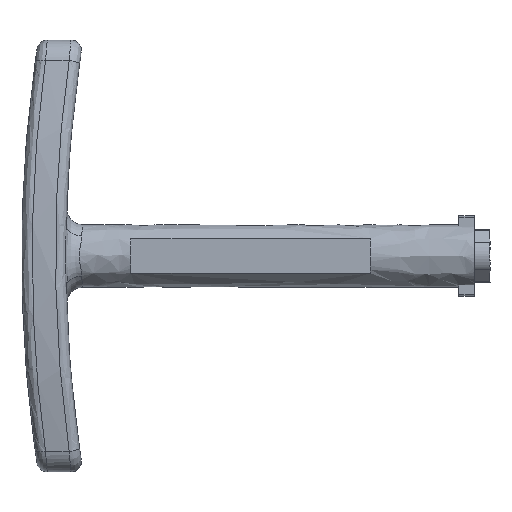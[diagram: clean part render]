
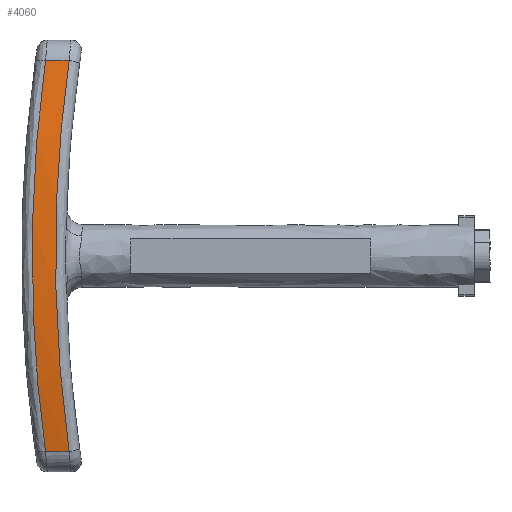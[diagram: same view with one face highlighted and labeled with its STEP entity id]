
A CAD part, front view. The second image highlights one B-rep face of the part: STEP entity #4060.
In plain terms, the highlighted free-form (B-spline) face has degree [1, 2] with [2, 3] control points.
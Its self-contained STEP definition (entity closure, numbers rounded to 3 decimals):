
#2222=CARTESIAN_POINT('',(9.132,-4.881,-37.583));
#2223=VERTEX_POINT('',#2222);
#2453=CARTESIAN_POINT('',(9.132,-4.881,37.583));
#2454=VERTEX_POINT('',#2453);
#2697=CARTESIAN_POINT('',(9.132,-4.881,-37.583));
#2698=CARTESIAN_POINT('',(8.698,-5.566,-34.498));
#2699=CARTESIAN_POINT('',(8.316,-6.166,-31.396));
#2700=CARTESIAN_POINT('',(7.658,-7.196,-25.157));
#2701=CARTESIAN_POINT('',(7.382,-7.626,-22.021));
#2702=CARTESIAN_POINT('',(7.05,-8.144,-17.291));
#2703=CARTESIAN_POINT('',(6.953,-8.295,-15.71));
#2704=CARTESIAN_POINT('',(6.829,-8.489,-13.332));
#2705=CARTESIAN_POINT('',(6.79,-8.548,-12.538));
#2706=CARTESIAN_POINT('',(6.721,-8.656,-10.948));
#2707=CARTESIAN_POINT('',(6.69,-8.705,-10.153));
#2708=CARTESIAN_POINT('',(6.552,-8.919,-6.185));
#2709=CARTESIAN_POINT('',(6.498,-9.002,-3.019));
#2710=CARTESIAN_POINT('',(6.502,-8.997,3.295));
#2711=CARTESIAN_POINT('',(6.559,-8.909,6.442));
#2712=CARTESIAN_POINT('',(6.782,-8.562,12.719));
#2713=CARTESIAN_POINT('',(6.948,-8.303,15.848));
#2714=CARTESIAN_POINT('',(7.388,-7.617,22.089));
#2715=CARTESIAN_POINT('',(7.662,-7.189,25.2));
#2716=CARTESIAN_POINT('',(8.317,-6.163,31.405));
#2717=CARTESIAN_POINT('',(8.698,-5.566,34.499));
#2718=CARTESIAN_POINT('',(9.132,-4.881,37.583));
#2719=B_SPLINE_CURVE_WITH_KNOTS('',3,(#2697,#2698,#2699,#2700,#2701,#2702,#2703,#2704,#2705,#2706,#2707,#2708,#2709,#2710,#2711,#2712,#2713,#2714,#2715,#2716,#2717,#2718),.UNSPECIFIED.,.F.,.U.,(4,2,2,2,2,2,2,2,2,2,4),(0.0,0.125,0.25,0.313,0.344,0.375,0.5,0.625,0.75,0.875,1.0),.UNSPECIFIED.);
#2720=EDGE_CURVE('',#2223,#2454,#2719,.T.);
#2846=CARTESIAN_POINT('',(4.587,-4.881,37.583));
#2847=VERTEX_POINT('',#2846);
#3250=CARTESIAN_POINT('',(4.587,-4.881,-37.583));
#3251=VERTEX_POINT('',#3250);
#3265=CARTESIAN_POINT('',(4.587,-4.881,37.583));
#3266=CARTESIAN_POINT('',(4.16,-5.566,34.497));
#3267=CARTESIAN_POINT('',(3.785,-6.166,31.395));
#3268=CARTESIAN_POINT('',(3.138,-7.196,25.155));
#3269=CARTESIAN_POINT('',(2.867,-7.627,22.019));
#3270=CARTESIAN_POINT('',(2.541,-8.144,17.288));
#3271=CARTESIAN_POINT('',(2.445,-8.295,15.707));
#3272=CARTESIAN_POINT('',(2.343,-8.457,13.725));
#3273=CARTESIAN_POINT('',(2.324,-8.488,13.328));
#3274=CARTESIAN_POINT('',(2.286,-8.547,12.534));
#3275=CARTESIAN_POINT('',(2.268,-8.576,12.137));
#3276=CARTESIAN_POINT('',(2.217,-8.656,10.945));
#3277=CARTESIAN_POINT('',(2.187,-8.705,10.151));
#3278=CARTESIAN_POINT('',(2.051,-8.919,6.183));
#3279=CARTESIAN_POINT('',(1.998,-9.002,3.018));
#3280=CARTESIAN_POINT('',(2.002,-8.997,-3.294));
#3281=CARTESIAN_POINT('',(2.058,-8.909,-6.441));
#3282=CARTESIAN_POINT('',(2.277,-8.562,-12.717));
#3283=CARTESIAN_POINT('',(2.44,-8.303,-15.846));
#3284=CARTESIAN_POINT('',(2.873,-7.617,-22.087));
#3285=CARTESIAN_POINT('',(3.142,-7.189,-25.199));
#3286=CARTESIAN_POINT('',(3.786,-6.164,-31.404));
#3287=CARTESIAN_POINT('',(4.16,-5.566,-34.498));
#3288=CARTESIAN_POINT('',(4.587,-4.881,-37.583));
#3289=B_SPLINE_CURVE_WITH_KNOTS('',3,(#3265,#3266,#3267,#3268,#3269,#3270,#3271,#3272,#3273,#3274,#3275,#3276,#3277,#3278,#3279,#3280,#3281,#3282,#3283,#3284,#3285,#3286,#3287,#3288),.UNSPECIFIED.,.F.,.U.,(4,2,2,2,2,2,2,2,2,2,2,4),(0.0,0.125,0.25,0.313,0.328,0.344,0.375,0.5,0.625,0.75,0.875,1.0),.UNSPECIFIED.);
#3290=EDGE_CURVE('',#2847,#3251,#3289,.T.);
#4032=CARTESIAN_POINT('',(9.31,-4.547,39.06));
#4033=CARTESIAN_POINT('',(1.817,-4.547,39.06));
#4034=CARTESIAN_POINT('',(9.31,-13.837,-1.155));
#4035=CARTESIAN_POINT('',(1.817,-13.837,-1.155));
#4036=CARTESIAN_POINT('',(9.31,-4.027,-41.246));
#4037=CARTESIAN_POINT('',(1.817,-4.027,-41.246));
#4045=(BOUNDED_SURFACE()B_SPLINE_SURFACE(1,2,((#4032,#4034,#4036),(#4033,#4035,#4037)),.UNSPECIFIED.,.F.,.F.,.U.)B_SPLINE_SURFACE_WITH_KNOTS((2,2),(3,3),(0.0,7.493),(0.0,81.42),.UNSPECIFIED.)GEOMETRIC_REPRESENTATION_ITEM()RATIONAL_B_SPLINE_SURFACE(((1.0,0.971,0.995),(1.0,0.971,0.995)))REPRESENTATION_ITEM('')SURFACE());
#4046=CARTESIAN_POINT('',(9.132,-4.881,-37.583));
#4047=CARTESIAN_POINT('',(4.587,-4.881,-37.583));
#4048=QUASI_UNIFORM_CURVE('',1,(#4046,#4047),.UNSPECIFIED.,.F.,.U.);
#4049=EDGE_CURVE('',#2223,#3251,#4048,.T.);
#4050=ORIENTED_EDGE('',*,*,#4049,.F.);
#4051=ORIENTED_EDGE('',*,*,#2720,.T.);
#4052=CARTESIAN_POINT('',(9.132,-4.881,37.583));
#4053=CARTESIAN_POINT('',(4.587,-4.881,37.583));
#4054=QUASI_UNIFORM_CURVE('',1,(#4052,#4053),.UNSPECIFIED.,.F.,.U.);
#4055=EDGE_CURVE('',#2454,#2847,#4054,.T.);
#4056=ORIENTED_EDGE('',*,*,#4055,.T.);
#4057=ORIENTED_EDGE('',*,*,#3290,.T.);
#4058=EDGE_LOOP('',(#4050,#4051,#4056,#4057));
#4059=FACE_OUTER_BOUND('',#4058,.T.);
#4060=ADVANCED_FACE('',(#4059),#4045,.T.);
